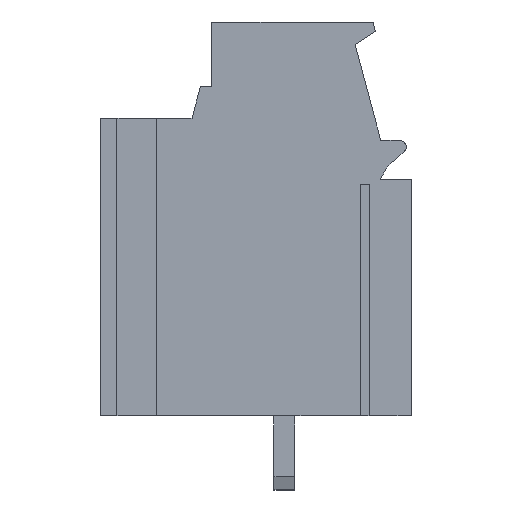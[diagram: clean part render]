
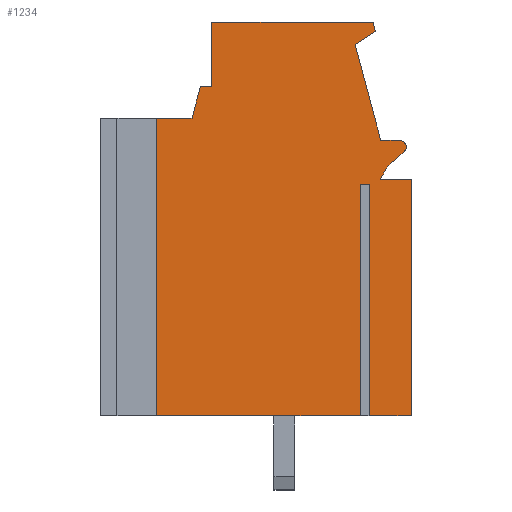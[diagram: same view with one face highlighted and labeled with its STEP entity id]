
A CAD part, left-side view. The second image highlights one B-rep face of the part: STEP entity #1234.
In plain terms, the highlighted planar face has unit normal (-1, 0, 0).
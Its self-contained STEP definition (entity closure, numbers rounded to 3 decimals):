
#34=AXIS2_PLACEMENT_3D('Plane Axis2P3D',#31,#32,#33) ;
#1098=AXIS2_PLACEMENT_3D('Circle Axis2P3D',#1096,#1097,$) ;
#1201=AXIS2_PLACEMENT_3D('Circle Axis2P3D',#1199,#1200,$) ;
#31=CARTESIAN_POINT('Axis2P3D Location',(0.,13.4,0.)) ;
#102=CARTESIAN_POINT('Vertex',(0.,11.,16.05)) ;
#105=CARTESIAN_POINT('Line Origine',(0.,10.231,16.05)) ;
#109=CARTESIAN_POINT('Vertex',(0.,9.462,16.05)) ;
#782=CARTESIAN_POINT('Vertex',(0.,0.,3.2)) ;
#785=CARTESIAN_POINT('Line Origine',(0.,0.9,3.2)) ;
#789=CARTESIAN_POINT('Vertex',(0.,1.8,3.2)) ;
#838=CARTESIAN_POINT('Vertex',(0.,2.2,3.2)) ;
#841=CARTESIAN_POINT('Line Origine',(0.,6.6,3.2)) ;
#845=CARTESIAN_POINT('Vertex',(0.,11.,3.2)) ;
#1083=CARTESIAN_POINT('Line Origine',(0.,11.,9.625)) ;
#1096=CARTESIAN_POINT('Axis2P3D Location',(0.,0.482,14.804)) ;
#1100=CARTESIAN_POINT('Vertex',(0.,0.304,14.6)) ;
#1102=CARTESIAN_POINT('Vertex',(0.,0.472,15.073)) ;
#1105=CARTESIAN_POINT('Line Origine',(0.,0.895,15.088)) ;
#1109=CARTESIAN_POINT('Vertex',(0.,1.318,15.103)) ;
#1112=CARTESIAN_POINT('Line Origine',(0.,1.871,17.167)) ;
#1116=CARTESIAN_POINT('Vertex',(0.,2.424,19.231)) ;
#1119=CARTESIAN_POINT('Line Origine',(0.,1.983,19.518)) ;
#1123=CARTESIAN_POINT('Vertex',(0.,1.542,19.804)) ;
#1126=CARTESIAN_POINT('Line Origine',(0.,1.595,20.002)) ;
#1130=CARTESIAN_POINT('Vertex',(0.,1.648,20.2)) ;
#1133=CARTESIAN_POINT('Line Origine',(0.,5.124,20.2)) ;
#1137=CARTESIAN_POINT('Vertex',(0.,8.6,20.2)) ;
#1140=CARTESIAN_POINT('Line Origine',(0.,8.6,18.8)) ;
#1144=CARTESIAN_POINT('Vertex',(0.,8.6,17.4)) ;
#1147=CARTESIAN_POINT('Line Origine',(0.,8.85,17.4)) ;
#1151=CARTESIAN_POINT('Vertex',(0.,9.1,17.4)) ;
#1154=CARTESIAN_POINT('Line Origine',(0.,9.281,16.725)) ;
#1159=CARTESIAN_POINT('Line Origine',(0.,2.2,8.2)) ;
#1163=CARTESIAN_POINT('Vertex',(0.,2.2,13.2)) ;
#1166=CARTESIAN_POINT('Line Origine',(0.,2.,13.2)) ;
#1170=CARTESIAN_POINT('Vertex',(0.,1.8,13.2)) ;
#1173=CARTESIAN_POINT('Line Origine',(0.,1.8,8.2)) ;
#1178=CARTESIAN_POINT('Line Origine',(0.,0.,8.3)) ;
#1182=CARTESIAN_POINT('Vertex',(0.,0.,13.4)) ;
#1185=CARTESIAN_POINT('Line Origine',(0.,0.673,13.4)) ;
#1189=CARTESIAN_POINT('Vertex',(0.,1.346,13.4)) ;
#1192=CARTESIAN_POINT('Line Origine',(0.,1.209,13.637)) ;
#1196=CARTESIAN_POINT('Vertex',(0.,1.072,13.874)) ;
#1199=CARTESIAN_POINT('Axis2P3D Location',(0.,0.38,13.474)) ;
#1203=CARTESIAN_POINT('Vertex',(0.,0.904,14.078)) ;
#1206=CARTESIAN_POINT('Line Origine',(0.,0.604,14.339)) ;
#32=DIRECTION('Axis2P3D Direction',(-1.,0.,0.)) ;
#33=DIRECTION('Axis2P3D XDirection',(0.,-1.,0.)) ;
#106=DIRECTION('Vector Direction',(0.,-1.,0.)) ;
#786=DIRECTION('Vector Direction',(0.,1.,0.)) ;
#842=DIRECTION('Vector Direction',(0.,1.,0.)) ;
#1084=DIRECTION('Vector Direction',(0.,0.,-1.)) ;
#1097=DIRECTION('Axis2P3D Direction',(-1.,0.,0.)) ;
#1106=DIRECTION('Vector Direction',(0.,-0.999,-0.035)) ;
#1113=DIRECTION('Vector Direction',(0.,-0.259,-0.966)) ;
#1120=DIRECTION('Vector Direction',(0.,0.839,-0.545)) ;
#1127=DIRECTION('Vector Direction',(0.,-0.259,-0.966)) ;
#1134=DIRECTION('Vector Direction',(0.,-1.,0.)) ;
#1141=DIRECTION('Vector Direction',(0.,0.,1.)) ;
#1148=DIRECTION('Vector Direction',(0.,-1.,0.)) ;
#1155=DIRECTION('Vector Direction',(0.,-0.259,0.966)) ;
#1160=DIRECTION('Vector Direction',(0.,0.,1.)) ;
#1167=DIRECTION('Vector Direction',(0.,1.,0.)) ;
#1174=DIRECTION('Vector Direction',(0.,0.,1.)) ;
#1179=DIRECTION('Vector Direction',(0.,0.,-1.)) ;
#1186=DIRECTION('Vector Direction',(0.,-1.,0.)) ;
#1193=DIRECTION('Vector Direction',(0.,0.5,-0.866)) ;
#1200=DIRECTION('Axis2P3D Direction',(-1.,0.,0.)) ;
#1207=DIRECTION('Vector Direction',(0.,0.755,-0.656)) ;
#107=VECTOR('Line Direction',#106,1.) ;
#787=VECTOR('Line Direction',#786,1.) ;
#843=VECTOR('Line Direction',#842,1.) ;
#1085=VECTOR('Line Direction',#1084,1.) ;
#1107=VECTOR('Line Direction',#1106,1.) ;
#1114=VECTOR('Line Direction',#1113,1.) ;
#1121=VECTOR('Line Direction',#1120,1.) ;
#1128=VECTOR('Line Direction',#1127,1.) ;
#1135=VECTOR('Line Direction',#1134,1.) ;
#1142=VECTOR('Line Direction',#1141,1.) ;
#1149=VECTOR('Line Direction',#1148,1.) ;
#1156=VECTOR('Line Direction',#1155,1.) ;
#1161=VECTOR('Line Direction',#1160,1.) ;
#1168=VECTOR('Line Direction',#1167,1.) ;
#1175=VECTOR('Line Direction',#1174,1.) ;
#1180=VECTOR('Line Direction',#1179,1.) ;
#1187=VECTOR('Line Direction',#1186,1.) ;
#1194=VECTOR('Line Direction',#1193,1.) ;
#1208=VECTOR('Line Direction',#1207,1.) ;
#1212=ORIENTED_EDGE('',*,*,#1104,.T.) ;
#1213=ORIENTED_EDGE('',*,*,#1111,.T.) ;
#1214=ORIENTED_EDGE('',*,*,#1118,.T.) ;
#1215=ORIENTED_EDGE('',*,*,#1125,.T.) ;
#1216=ORIENTED_EDGE('',*,*,#1132,.T.) ;
#1217=ORIENTED_EDGE('',*,*,#1139,.T.) ;
#1218=ORIENTED_EDGE('',*,*,#1146,.T.) ;
#1219=ORIENTED_EDGE('',*,*,#1153,.T.) ;
#1220=ORIENTED_EDGE('',*,*,#1158,.F.) ;
#1221=ORIENTED_EDGE('',*,*,#111,.T.) ;
#1222=ORIENTED_EDGE('',*,*,#1087,.T.) ;
#1223=ORIENTED_EDGE('',*,*,#847,.T.) ;
#1224=ORIENTED_EDGE('',*,*,#1165,.T.) ;
#1225=ORIENTED_EDGE('',*,*,#1172,.F.) ;
#1226=ORIENTED_EDGE('',*,*,#1177,.F.) ;
#1227=ORIENTED_EDGE('',*,*,#791,.T.) ;
#1228=ORIENTED_EDGE('',*,*,#1184,.T.) ;
#1229=ORIENTED_EDGE('',*,*,#1191,.T.) ;
#1230=ORIENTED_EDGE('',*,*,#1198,.T.) ;
#1231=ORIENTED_EDGE('',*,*,#1205,.T.) ;
#1232=ORIENTED_EDGE('',*,*,#1210,.T.) ;
#1234=ADVANCED_FACE('HOUSING',(#1233),#35,.T.) ;
#1099=CIRCLE('generated circle',#1098,0.27) ;
#1202=CIRCLE('generated circle',#1201,0.8) ;
#111=EDGE_CURVE('',#110,#103,#108,.F.) ;
#791=EDGE_CURVE('',#790,#783,#788,.F.) ;
#847=EDGE_CURVE('',#846,#839,#844,.F.) ;
#1087=EDGE_CURVE('',#103,#846,#1086,.T.) ;
#1104=EDGE_CURVE('',#1101,#1103,#1099,.T.) ;
#1111=EDGE_CURVE('',#1103,#1110,#1108,.F.) ;
#1118=EDGE_CURVE('',#1110,#1117,#1115,.F.) ;
#1125=EDGE_CURVE('',#1117,#1124,#1122,.F.) ;
#1132=EDGE_CURVE('',#1124,#1131,#1129,.F.) ;
#1139=EDGE_CURVE('',#1131,#1138,#1136,.F.) ;
#1146=EDGE_CURVE('',#1138,#1145,#1143,.F.) ;
#1153=EDGE_CURVE('',#1145,#1152,#1150,.F.) ;
#1158=EDGE_CURVE('',#110,#1152,#1157,.T.) ;
#1165=EDGE_CURVE('',#839,#1164,#1162,.T.) ;
#1172=EDGE_CURVE('',#1171,#1164,#1169,.T.) ;
#1177=EDGE_CURVE('',#790,#1171,#1176,.T.) ;
#1184=EDGE_CURVE('',#783,#1183,#1181,.F.) ;
#1191=EDGE_CURVE('',#1183,#1190,#1188,.F.) ;
#1198=EDGE_CURVE('',#1190,#1197,#1195,.F.) ;
#1205=EDGE_CURVE('',#1197,#1204,#1202,.F.) ;
#1210=EDGE_CURVE('',#1204,#1101,#1209,.F.) ;
#1211=EDGE_LOOP('',(#1212,#1213,#1214,#1215,#1216,#1217,#1218,#1219,#1220,#1221,#1222,#1223,#1224,#1225,#1226,#1227,#1228,#1229,#1230,#1231,#1232)) ;
#1233=FACE_OUTER_BOUND('',#1211,.T.) ;
#108=LINE('Line',#105,#107) ;
#788=LINE('Line',#785,#787) ;
#844=LINE('Line',#841,#843) ;
#1086=LINE('Line',#1083,#1085) ;
#1108=LINE('Line',#1105,#1107) ;
#1115=LINE('Line',#1112,#1114) ;
#1122=LINE('Line',#1119,#1121) ;
#1129=LINE('Line',#1126,#1128) ;
#1136=LINE('Line',#1133,#1135) ;
#1143=LINE('Line',#1140,#1142) ;
#1150=LINE('Line',#1147,#1149) ;
#1157=LINE('Line',#1154,#1156) ;
#1162=LINE('Line',#1159,#1161) ;
#1169=LINE('Line',#1166,#1168) ;
#1176=LINE('Line',#1173,#1175) ;
#1181=LINE('Line',#1178,#1180) ;
#1188=LINE('Line',#1185,#1187) ;
#1195=LINE('Line',#1192,#1194) ;
#1209=LINE('Line',#1206,#1208) ;
#35=PLANE('',#34) ;
#103=VERTEX_POINT('',#102) ;
#110=VERTEX_POINT('',#109) ;
#783=VERTEX_POINT('',#782) ;
#790=VERTEX_POINT('',#789) ;
#839=VERTEX_POINT('',#838) ;
#846=VERTEX_POINT('',#845) ;
#1101=VERTEX_POINT('',#1100) ;
#1103=VERTEX_POINT('',#1102) ;
#1110=VERTEX_POINT('',#1109) ;
#1117=VERTEX_POINT('',#1116) ;
#1124=VERTEX_POINT('',#1123) ;
#1131=VERTEX_POINT('',#1130) ;
#1138=VERTEX_POINT('',#1137) ;
#1145=VERTEX_POINT('',#1144) ;
#1152=VERTEX_POINT('',#1151) ;
#1164=VERTEX_POINT('',#1163) ;
#1171=VERTEX_POINT('',#1170) ;
#1183=VERTEX_POINT('',#1182) ;
#1190=VERTEX_POINT('',#1189) ;
#1197=VERTEX_POINT('',#1196) ;
#1204=VERTEX_POINT('',#1203) ;
